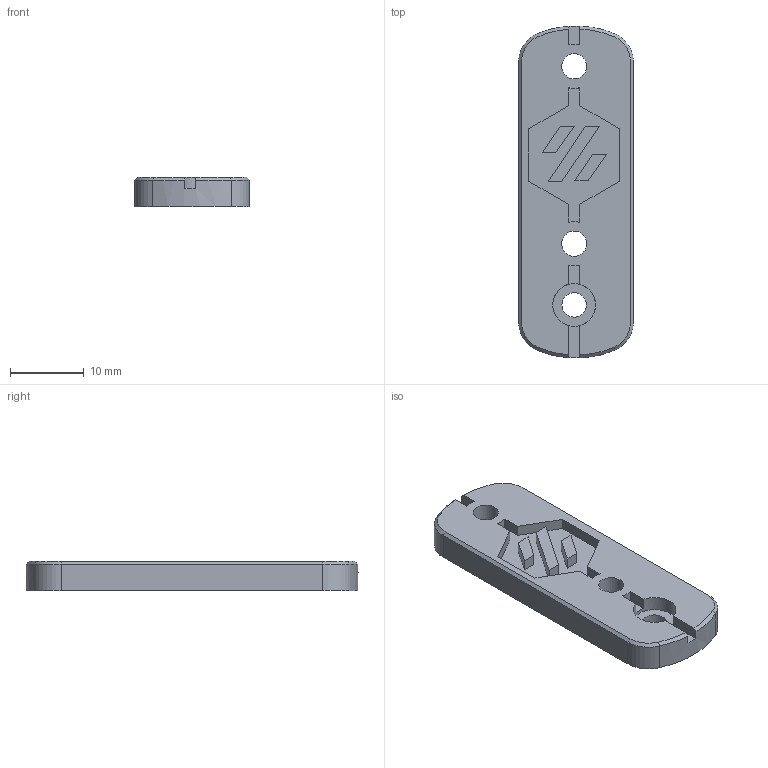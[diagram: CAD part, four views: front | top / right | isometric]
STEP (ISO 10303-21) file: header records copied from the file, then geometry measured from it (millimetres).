
FILE_DESCRIPTION(/* description */ (''),/* implementation_level */ '2;1');
FILE_NAME(/* name */ 'Front_Idler_Screw_Plate.step',/* time_stamp */ '2021-10-15T20:13:57+02:00',/* author */ ('Rama'),/* organization */ (''),/* preprocessor_version */ 'ST-DEVELOPER v18.1',/* originating_system */ 'Autodesk Inventor 2022',/* authorisation */ '');
FILE_SCHEMA (('AUTOMOTIVE_DESIGN { 1 0 10303 214 3 1 1 }'));
Length unit declared in the file: millimetre
Products named in the file (1): Front_Idler_Screw_Plate
Bounding box: 15.5 x 44.91 x 4 mm (x, y, z)
Volume: 2287.5 mm3; surface area: 2088.8 mm2
Topology: 1 solids, 1 shells, 76 faces, 190 edges, 124 vertices
Faces by surface type: plane 46, cylinder 18, cone 12
Full cylindrical faces by diameter (mm): 2.4 x4, 3.3 x1, 3.4 x2, 5.8 x1
Entity records: 2332 total; most frequent: DIRECTION 402, CARTESIAN_POINT 395, ORIENTED_EDGE 380, EDGE_CURVE 190, AXIS2_PLACEMENT_3D 137, LINE 128, VECTOR 128, VERTEX_POINT 124
